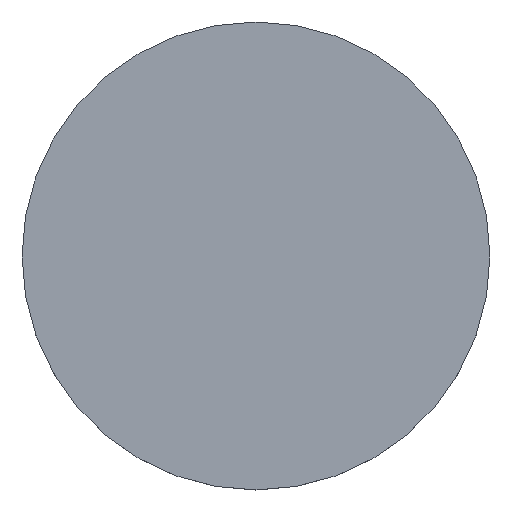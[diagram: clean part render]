
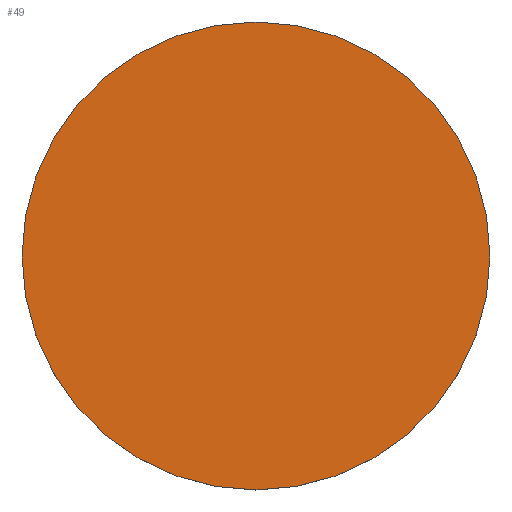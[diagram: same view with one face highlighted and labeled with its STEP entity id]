
A CAD part, top view. The second image highlights one B-rep face of the part: STEP entity #49.
In plain terms, the highlighted planar face has unit normal (0, 0, 1).
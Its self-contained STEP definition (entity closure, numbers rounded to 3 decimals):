
#22 = CIRCLE ( 'NONE', #41, 38.1 ) ;
#28 = VERTEX_POINT ( 'NONE', #96 ) ;
#31 = PLANE ( 'NONE',  #129 ) ;
#32 = CARTESIAN_POINT ( 'NONE',  ( 38.1, 0., 2.5 ) ) ;
#41 = AXIS2_PLACEMENT_3D ( 'NONE', #153, #71, #47 ) ;
#47 = DIRECTION ( 'NONE',  ( 1., 0., 0. ) ) ;
#49 = ADVANCED_FACE ( 'NONE', ( #91 ), #31, .T. ) ;
#51 = VERTEX_POINT ( 'NONE', #32 ) ;
#55 = EDGE_CURVE ( 'NONE', #28, #51, #141, .T. ) ;
#68 = DIRECTION ( 'NONE',  ( 1., 0., 0. ) ) ;
#69 = CARTESIAN_POINT ( 'NONE',  ( 0., 0., 2.5 ) ) ;
#71 = DIRECTION ( 'NONE',  ( 0., 0., 1. ) ) ;
#74 = EDGE_LOOP ( 'NONE', ( #158, #161 ) ) ;
#91 = FACE_OUTER_BOUND ( 'NONE', #74, .T. ) ;
#96 = CARTESIAN_POINT ( 'NONE',  ( -38.1, 0., 2.5 ) ) ;
#97 = DIRECTION ( 'NONE',  ( 0., 0., 1. ) ) ;
#110 = DIRECTION ( 'NONE',  ( 1., 0., 0. ) ) ;
#129 = AXIS2_PLACEMENT_3D ( 'NONE', #69, #97, #110 ) ;
#137 = DIRECTION ( 'NONE',  ( 0., 0., 1. ) ) ;
#138 = AXIS2_PLACEMENT_3D ( 'NONE', #152, #137, #68 ) ;
#141 = CIRCLE ( 'NONE', #138, 38.1 ) ;
#151 = EDGE_CURVE ( 'NONE', #51, #28, #22, .T. ) ;
#152 = CARTESIAN_POINT ( 'NONE',  ( 0., 0., 2.5 ) ) ;
#153 = CARTESIAN_POINT ( 'NONE',  ( 0., 0., 2.5 ) ) ;
#158 = ORIENTED_EDGE ( 'NONE', *, *, #55, .T. ) ;
#161 = ORIENTED_EDGE ( 'NONE', *, *, #151, .T. ) ;
